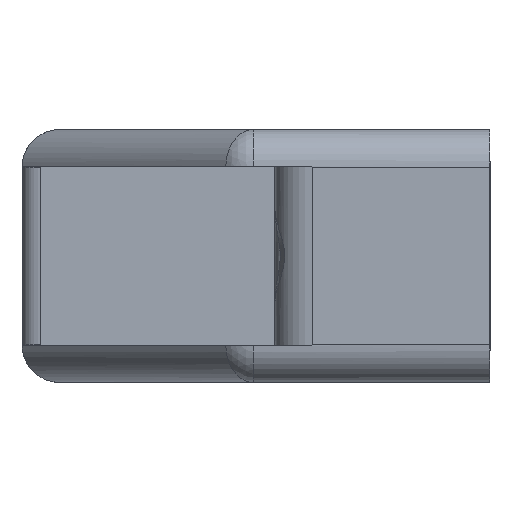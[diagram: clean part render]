
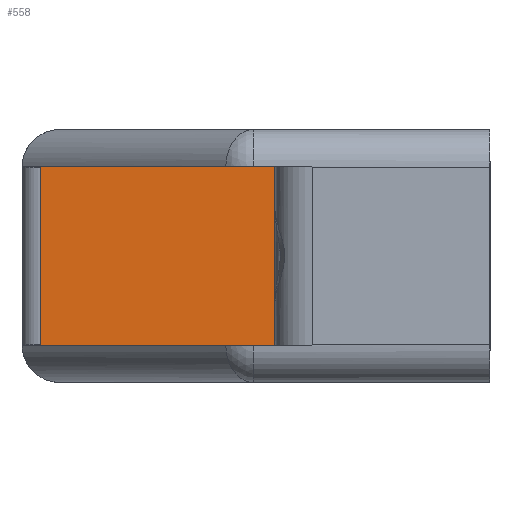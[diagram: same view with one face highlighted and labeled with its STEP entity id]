
A CAD part, left-side view. The second image highlights one B-rep face of the part: STEP entity #558.
In plain terms, the highlighted planar face has unit normal (-1, 0, 0).
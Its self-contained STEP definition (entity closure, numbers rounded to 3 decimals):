
#22 = AXIS2_PLACEMENT_3D ( 'NONE', #2118, #37, #1344 ) ;
#37 = DIRECTION ( 'NONE',  ( 1., 0., 0. ) ) ;
#61 = CIRCLE ( 'NONE', #1146, 1.5 ) ;
#121 = EDGE_CURVE ( 'NONE', #2130, #1306, #1284, .T. ) ;
#159 = LINE ( 'NONE', #1069, #1545 ) ;
#191 = CARTESIAN_POINT ( 'NONE',  ( 18., 35.5, 7. ) ) ;
#235 = CARTESIAN_POINT ( 'NONE',  ( 18., 17., 7.084 ) ) ;
#260 = VECTOR ( 'NONE', #2235, 1000. ) ;
#276 = DIRECTION ( 'NONE',  ( -1., 0., 0. ) ) ;
#283 = VECTOR ( 'NONE', #1431, 1000. ) ;
#287 = ORIENTED_EDGE ( 'NONE', *, *, #2045, .T. ) ;
#362 = EDGE_CURVE ( 'NONE', #2270, #764, #2279, .T. ) ;
#399 = DIRECTION ( 'NONE',  ( -1., 0., 0. ) ) ;
#447 = EDGE_CURVE ( 'NONE', #764, #1579, #159, .T. ) ;
#476 = ORIENTED_EDGE ( 'NONE', *, *, #713, .T. ) ;
#547 = CARTESIAN_POINT ( 'NONE',  ( 18., 17., 7.084 ) ) ;
#558 = ADVANCED_FACE ( 'NONE', ( #1919 ), #774, .F. ) ;
#699 = DIRECTION ( 'NONE',  ( 0., 1., 0. ) ) ;
#713 = EDGE_CURVE ( 'NONE', #1641, #2130, #61, .T. ) ;
#731 = DIRECTION ( 'NONE',  ( 0., 1., 0. ) ) ;
#764 = VERTEX_POINT ( 'NONE', #1999 ) ;
#766 = CARTESIAN_POINT ( 'NONE',  ( 18., 35.498, 7.084 ) ) ;
#774 = PLANE ( 'NONE',  #22 ) ;
#847 = CIRCLE ( 'NONE', #1195, 1.5 ) ;
#1049 = CARTESIAN_POINT ( 'NONE',  ( 18., 35.5, -7. ) ) ;
#1069 = CARTESIAN_POINT ( 'NONE',  ( 18., 17., -7.084 ) ) ;
#1119 = ORIENTED_EDGE ( 'NONE', *, *, #362, .F. ) ;
#1135 = ORIENTED_EDGE ( 'NONE', *, *, #447, .F. ) ;
#1146 = AXIS2_PLACEMENT_3D ( 'NONE', #1401, #276, #1607 ) ;
#1195 = AXIS2_PLACEMENT_3D ( 'NONE', #1541, #399, #1729 ) ;
#1228 = CARTESIAN_POINT ( 'NONE',  ( 18., 35.5, -7.084 ) ) ;
#1284 = LINE ( 'NONE', #1228, #283 ) ;
#1306 = VERTEX_POINT ( 'NONE', #1049 ) ;
#1344 = DIRECTION ( 'NONE',  ( 0., 0., -1. ) ) ;
#1401 = CARTESIAN_POINT ( 'NONE',  ( 18., 34., 7. ) ) ;
#1431 = DIRECTION ( 'NONE',  ( 0., 0., -1. ) ) ;
#1465 = ORIENTED_EDGE ( 'NONE', *, *, #1515, .T. ) ;
#1515 = EDGE_CURVE ( 'NONE', #1306, #1579, #847, .T. ) ;
#1541 = CARTESIAN_POINT ( 'NONE',  ( 18., 34., -7. ) ) ;
#1545 = VECTOR ( 'NONE', #699, 1000. ) ;
#1559 = EDGE_LOOP ( 'NONE', ( #287, #476, #2178, #1465, #1135, #1119 ) ) ;
#1579 = VERTEX_POINT ( 'NONE', #2102 ) ;
#1607 = DIRECTION ( 'NONE',  ( 0., 0., -1. ) ) ;
#1641 = VERTEX_POINT ( 'NONE', #766 ) ;
#1668 = CARTESIAN_POINT ( 'NONE',  ( 18., 17., -7.084 ) ) ;
#1669 = VECTOR ( 'NONE', #731, 1000. ) ;
#1729 = DIRECTION ( 'NONE',  ( 0., 0., -1. ) ) ;
#1919 = FACE_OUTER_BOUND ( 'NONE', #1559, .T. ) ;
#1999 = CARTESIAN_POINT ( 'NONE',  ( 18., 17., -7.084 ) ) ;
#2045 = EDGE_CURVE ( 'NONE', #2270, #1641, #2172, .T. ) ;
#2102 = CARTESIAN_POINT ( 'NONE',  ( 18., 35.498, -7.084 ) ) ;
#2118 = CARTESIAN_POINT ( 'NONE',  ( 18., 17., -7.084 ) ) ;
#2130 = VERTEX_POINT ( 'NONE', #191 ) ;
#2172 = LINE ( 'NONE', #547, #1669 ) ;
#2178 = ORIENTED_EDGE ( 'NONE', *, *, #121, .T. ) ;
#2235 = DIRECTION ( 'NONE',  ( 0., 0., -1. ) ) ;
#2270 = VERTEX_POINT ( 'NONE', #235 ) ;
#2279 = LINE ( 'NONE', #1668, #260 ) ;
